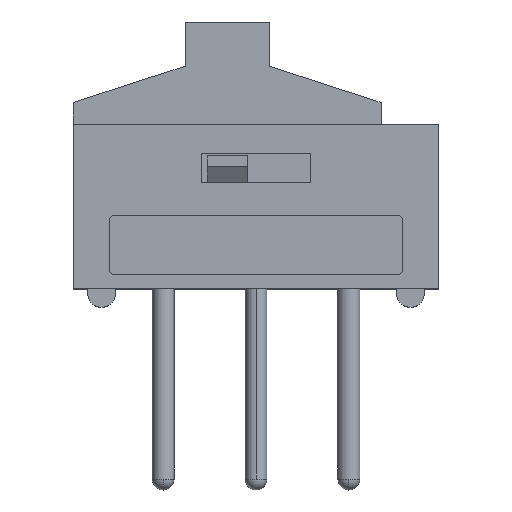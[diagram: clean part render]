
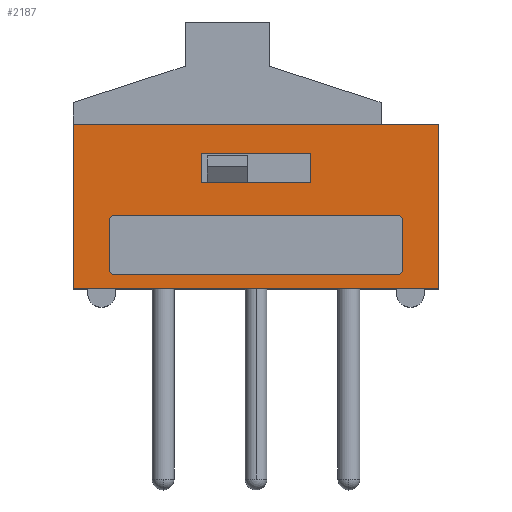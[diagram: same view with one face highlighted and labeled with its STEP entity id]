
A CAD part, top view. The second image highlights one B-rep face of the part: STEP entity #2187.
In plain terms, the highlighted planar face has unit normal (0, 0, 1).
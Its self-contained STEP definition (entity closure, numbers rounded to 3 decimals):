
#66 = EDGE_CURVE ( 'NONE', #3415, #1172, #3845, .T. ) ;
#71 = VECTOR ( 'NONE', #7152, 1000. ) ;
#147 = DIRECTION ( 'NONE',  ( 1., 0., 0. ) ) ;
#173 = VERTEX_POINT ( 'NONE', #2891 ) ;
#379 = FACE_BOUND ( 'NONE', #407, .T. ) ;
#392 = ORIENTED_EDGE ( 'NONE', *, *, #1902, .F. ) ;
#407 = EDGE_LOOP ( 'NONE', ( #1716, #6773, #2313, #9326 ) ) ;
#449 = CARTESIAN_POINT ( 'NONE',  ( 5., 0., 1.25 ) ) ;
#513 = EDGE_CURVE ( 'NONE', #173, #8084, #762, .T. ) ;
#548 = CARTESIAN_POINT ( 'NONE',  ( 0., 2., 1.25 ) ) ;
#652 = CARTESIAN_POINT ( 'NONE',  ( 3.9, 1.9, 1.25 ) ) ;
#762 = LINE ( 'NONE', #8823, #1553 ) ;
#839 = EDGE_CURVE ( 'NONE', #3273, #2903, #8365, .T. ) ;
#892 = VERTEX_POINT ( 'NONE', #1921 ) ;
#912 = LINE ( 'NONE', #4478, #5903 ) ;
#954 = VECTOR ( 'NONE', #2824, 1000. ) ;
#1034 = ORIENTED_EDGE ( 'NONE', *, *, #839, .T. ) ;
#1172 = VERTEX_POINT ( 'NONE', #4536 ) ;
#1250 = VERTEX_POINT ( 'NONE', #2635 ) ;
#1468 = LINE ( 'NONE', #2099, #3333 ) ;
#1485 = EDGE_CURVE ( 'NONE', #1172, #1250, #4471, .T. ) ;
#1553 = VECTOR ( 'NONE', #2416, 1000. ) ;
#1670 = CARTESIAN_POINT ( 'NONE',  ( -1.5, 3.7, 1.25 ) ) ;
#1716 = ORIENTED_EDGE ( 'NONE', *, *, #513, .F. ) ;
#1745 = CIRCLE ( 'NONE', #5711, 0.1 ) ;
#1901 = VERTEX_POINT ( 'NONE', #5076 ) ;
#1902 = EDGE_CURVE ( 'NONE', #4631, #8356, #6421, .T. ) ;
#1921 = CARTESIAN_POINT ( 'NONE',  ( 4., 1.9, 1.25 ) ) ;
#2039 = DIRECTION ( 'NONE',  ( 1., 0., 0. ) ) ;
#2054 = CARTESIAN_POINT ( 'NONE',  ( 1.5, 3.7, 1.25 ) ) ;
#2099 = CARTESIAN_POINT ( 'NONE',  ( -4., 0., 1.25 ) ) ;
#2102 = VECTOR ( 'NONE', #8542, 1000. ) ;
#2187 = ADVANCED_FACE ( 'NONE', ( #6260, #379, #7686 ), #4088, .T. ) ;
#2313 = ORIENTED_EDGE ( 'NONE', *, *, #8506, .F. ) ;
#2411 = DIRECTION ( 'NONE',  ( -1., 0., 0. ) ) ;
#2416 = DIRECTION ( 'NONE',  ( 1., 0., 0. ) ) ;
#2481 = CARTESIAN_POINT ( 'NONE',  ( -1.5, 3.7, 1.25 ) ) ;
#2559 = ORIENTED_EDGE ( 'NONE', *, *, #5724, .F. ) ;
#2577 = EDGE_CURVE ( 'NONE', #2903, #892, #1745, .T. ) ;
#2635 = CARTESIAN_POINT ( 'NONE',  ( -5., 4.5, 1.25 ) ) ;
#2659 = VERTEX_POINT ( 'NONE', #1670 ) ;
#2824 = DIRECTION ( 'NONE',  ( 0., 1., 0. ) ) ;
#2866 = ORIENTED_EDGE ( 'NONE', *, *, #5434, .T. ) ;
#2891 = CARTESIAN_POINT ( 'NONE',  ( -1.5, 2.9, 1.25 ) ) ;
#2903 = VERTEX_POINT ( 'NONE', #9111 ) ;
#3054 = VERTEX_POINT ( 'NONE', #7045 ) ;
#3137 = DIRECTION ( 'NONE',  ( -1., 0., 0. ) ) ;
#3184 = EDGE_CURVE ( 'NONE', #1250, #8511, #3642, .T. ) ;
#3273 = VERTEX_POINT ( 'NONE', #5824 ) ;
#3276 = AXIS2_PLACEMENT_3D ( 'NONE', #6997, #9109, #6345 ) ;
#3333 = VECTOR ( 'NONE', #8591, 1000. ) ;
#3415 = VERTEX_POINT ( 'NONE', #449 ) ;
#3642 = LINE ( 'NONE', #4488, #8852 ) ;
#3651 = CARTESIAN_POINT ( 'NONE',  ( 0., 0.4, 1.25 ) ) ;
#3658 = ORIENTED_EDGE ( 'NONE', *, *, #7081, .T. ) ;
#3836 = CARTESIAN_POINT ( 'NONE',  ( -5., 0., 1.25 ) ) ;
#3845 = LINE ( 'NONE', #5858, #6969 ) ;
#3911 = EDGE_LOOP ( 'NONE', ( #2559, #6964, #1034, #8331, #5811, #8843, #392, #3658 ) ) ;
#4088 = PLANE ( 'NONE',  #3276 ) ;
#4306 = EDGE_CURVE ( 'NONE', #892, #6319, #7830, .T. ) ;
#4323 = CARTESIAN_POINT ( 'NONE',  ( 4., 0., 1.25 ) ) ;
#4350 = CIRCLE ( 'NONE', #5723, 0.1 ) ;
#4471 = LINE ( 'NONE', #4618, #6697 ) ;
#4478 = CARTESIAN_POINT ( 'NONE',  ( -5., 0., 1.25 ) ) ;
#4488 = CARTESIAN_POINT ( 'NONE',  ( -5., 4.5, 1.25 ) ) ;
#4507 = EDGE_CURVE ( 'NONE', #6319, #8356, #8403, .T. ) ;
#4536 = CARTESIAN_POINT ( 'NONE',  ( 5., 4.5, 1.25 ) ) ;
#4618 = CARTESIAN_POINT ( 'NONE',  ( -5., 4.5, 1.25 ) ) ;
#4631 = VERTEX_POINT ( 'NONE', #6883 ) ;
#4750 = AXIS2_PLACEMENT_3D ( 'NONE', #5839, #8669, #2039 ) ;
#5076 = CARTESIAN_POINT ( 'NONE',  ( -4., 0.5, 1.25 ) ) ;
#5147 = DIRECTION ( 'NONE',  ( 0., 1., 0. ) ) ;
#5366 = LINE ( 'NONE', #8868, #7921 ) ;
#5389 = DIRECTION ( 'NONE',  ( 0., -1., 0. ) ) ;
#5391 = CARTESIAN_POINT ( 'NONE',  ( 3.9, 0.4, 1.25 ) ) ;
#5434 = EDGE_CURVE ( 'NONE', #8511, #3415, #912, .T. ) ;
#5503 = ORIENTED_EDGE ( 'NONE', *, *, #66, .T. ) ;
#5533 = CARTESIAN_POINT ( 'NONE',  ( 4., 0.5, 1.25 ) ) ;
#5549 = EDGE_CURVE ( 'NONE', #2659, #173, #8933, .T. ) ;
#5563 = DIRECTION ( 'NONE',  ( 0., 0., -1. ) ) ;
#5671 = CARTESIAN_POINT ( 'NONE',  ( 1.5, 3.7, 1.25 ) ) ;
#5711 = AXIS2_PLACEMENT_3D ( 'NONE', #652, #6460, #5733 ) ;
#5723 = AXIS2_PLACEMENT_3D ( 'NONE', #6192, #9140, #9092 ) ;
#5724 = EDGE_CURVE ( 'NONE', #3054, #1901, #1468, .T. ) ;
#5733 = DIRECTION ( 'NONE',  ( 1., 0., 0. ) ) ;
#5811 = ORIENTED_EDGE ( 'NONE', *, *, #4306, .T. ) ;
#5824 = CARTESIAN_POINT ( 'NONE',  ( -3.9, 2., 1.25 ) ) ;
#5839 = CARTESIAN_POINT ( 'NONE',  ( -3.9, 0.5, 1.25 ) ) ;
#5858 = CARTESIAN_POINT ( 'NONE',  ( 5., 4.5, 1.25 ) ) ;
#5903 = VECTOR ( 'NONE', #147, 1000. ) ;
#5915 = DIRECTION ( 'NONE',  ( 0., -1., 0. ) ) ;
#6192 = CARTESIAN_POINT ( 'NONE',  ( -3.9, 1.9, 1.25 ) ) ;
#6203 = DIRECTION ( 'NONE',  ( 1., 0., 0. ) ) ;
#6260 = FACE_OUTER_BOUND ( 'NONE', #7074, .T. ) ;
#6319 = VERTEX_POINT ( 'NONE', #5533 ) ;
#6332 = VECTOR ( 'NONE', #5389, 1000. ) ;
#6345 = DIRECTION ( 'NONE',  ( 1., 0., 0. ) ) ;
#6421 = LINE ( 'NONE', #3651, #71 ) ;
#6460 = DIRECTION ( 'NONE',  ( 0., 0., -1. ) ) ;
#6697 = VECTOR ( 'NONE', #3137, 1000. ) ;
#6773 = ORIENTED_EDGE ( 'NONE', *, *, #5549, .F. ) ;
#6883 = CARTESIAN_POINT ( 'NONE',  ( -3.9, 0.4, 1.25 ) ) ;
#6919 = AXIS2_PLACEMENT_3D ( 'NONE', #7038, #5563, #6203 ) ;
#6964 = ORIENTED_EDGE ( 'NONE', *, *, #7918, .T. ) ;
#6969 = VECTOR ( 'NONE', #5147, 1000. ) ;
#6997 = CARTESIAN_POINT ( 'NONE',  ( -4.25, -0.15, 1.25 ) ) ;
#7038 = CARTESIAN_POINT ( 'NONE',  ( 3.9, 0.5, 1.25 ) ) ;
#7045 = CARTESIAN_POINT ( 'NONE',  ( -4., 1.9, 1.25 ) ) ;
#7074 = EDGE_LOOP ( 'NONE', ( #2866, #5503, #8466, #8475 ) ) ;
#7081 = EDGE_CURVE ( 'NONE', #4631, #1901, #8005, .T. ) ;
#7152 = DIRECTION ( 'NONE',  ( 1., 0., 0. ) ) ;
#7514 = VERTEX_POINT ( 'NONE', #5671 ) ;
#7517 = EDGE_CURVE ( 'NONE', #8084, #7514, #8497, .T. ) ;
#7686 = FACE_BOUND ( 'NONE', #3911, .T. ) ;
#7707 = DIRECTION ( 'NONE',  ( 1., 0., 0. ) ) ;
#7830 = LINE ( 'NONE', #4323, #2102 ) ;
#7918 = EDGE_CURVE ( 'NONE', #3054, #3273, #4350, .T. ) ;
#7921 = VECTOR ( 'NONE', #2411, 1000. ) ;
#8005 = CIRCLE ( 'NONE', #4750, 0.1 ) ;
#8084 = VERTEX_POINT ( 'NONE', #8851 ) ;
#8331 = ORIENTED_EDGE ( 'NONE', *, *, #2577, .T. ) ;
#8356 = VERTEX_POINT ( 'NONE', #5391 ) ;
#8365 = LINE ( 'NONE', #548, #8604 ) ;
#8403 = CIRCLE ( 'NONE', #6919, 0.1 ) ;
#8466 = ORIENTED_EDGE ( 'NONE', *, *, #1485, .T. ) ;
#8475 = ORIENTED_EDGE ( 'NONE', *, *, #3184, .T. ) ;
#8497 = LINE ( 'NONE', #2054, #954 ) ;
#8506 = EDGE_CURVE ( 'NONE', #7514, #2659, #5366, .T. ) ;
#8511 = VERTEX_POINT ( 'NONE', #3836 ) ;
#8542 = DIRECTION ( 'NONE',  ( 0., -1., 0. ) ) ;
#8591 = DIRECTION ( 'NONE',  ( 0., -1., 0. ) ) ;
#8604 = VECTOR ( 'NONE', #7707, 1000. ) ;
#8669 = DIRECTION ( 'NONE',  ( 0., 0., -1. ) ) ;
#8823 = CARTESIAN_POINT ( 'NONE',  ( -1.5, 2.9, 1.25 ) ) ;
#8843 = ORIENTED_EDGE ( 'NONE', *, *, #4507, .T. ) ;
#8851 = CARTESIAN_POINT ( 'NONE',  ( 1.5, 2.9, 1.25 ) ) ;
#8852 = VECTOR ( 'NONE', #5915, 1000. ) ;
#8868 = CARTESIAN_POINT ( 'NONE',  ( -1.5, 3.7, 1.25 ) ) ;
#8933 = LINE ( 'NONE', #2481, #6332 ) ;
#9092 = DIRECTION ( 'NONE',  ( 1., 0., 0. ) ) ;
#9109 = DIRECTION ( 'NONE',  ( 0., 0., 1. ) ) ;
#9111 = CARTESIAN_POINT ( 'NONE',  ( 3.9, 2., 1.25 ) ) ;
#9140 = DIRECTION ( 'NONE',  ( 0., 0., -1. ) ) ;
#9326 = ORIENTED_EDGE ( 'NONE', *, *, #7517, .F. ) ;
